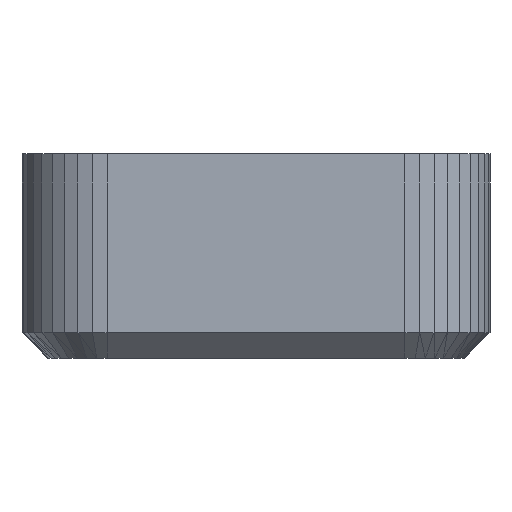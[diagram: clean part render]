
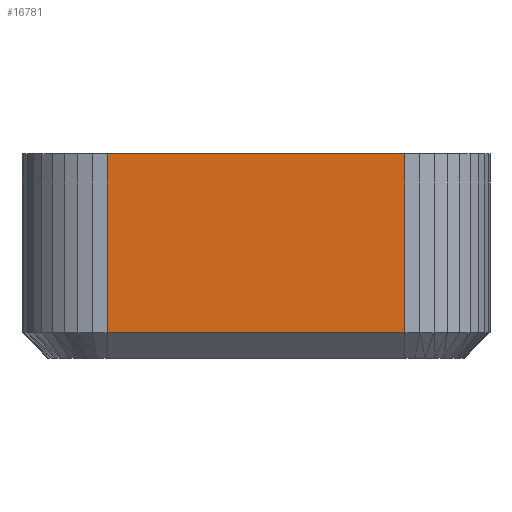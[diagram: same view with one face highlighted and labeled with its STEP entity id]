
A CAD part, front view. The second image highlights one B-rep face of the part: STEP entity #16781.
In plain terms, the highlighted planar face has unit normal (0, -1, 0).
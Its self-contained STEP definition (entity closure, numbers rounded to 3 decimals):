
#4575 = VERTEX_POINT('',#4576);
#4576 = CARTESIAN_POINT('',(1.75,0.,-0.9));
#4598 = EDGE_CURVE('',#4575,#4599,#4601,.T.);
#4599 = VERTEX_POINT('',#4600);
#4600 = CARTESIAN_POINT('',(-1.75,0.,-0.9));
#4601 = LINE('',#4602,#4603);
#4602 = CARTESIAN_POINT('',(1.75,0.,-0.9));
#4603 = VECTOR('',#4604,1.);
#4604 = DIRECTION('',(-1.,0.,0.));
#4689 = EDGE_CURVE('',#4690,#4575,#4692,.T.);
#4690 = VERTEX_POINT('',#4691);
#4691 = CARTESIAN_POINT('',(1.75,0.,1.2));
#4692 = LINE('',#4693,#4694);
#4693 = CARTESIAN_POINT('',(1.75,0.,1.2));
#4694 = VECTOR('',#4695,1.);
#4695 = DIRECTION('',(0.,0.,-1.));
#4835 = VERTEX_POINT('',#4836);
#4836 = CARTESIAN_POINT('',(-1.75,0.,1.2));
#4842 = EDGE_CURVE('',#4835,#4690,#4843,.T.);
#4843 = LINE('',#4844,#4845);
#4844 = CARTESIAN_POINT('',(-1.75,0.,1.2));
#4845 = VECTOR('',#4846,1.);
#4846 = DIRECTION('',(1.,0.,0.));
#6158 = EDGE_CURVE('',#4599,#4835,#6159,.T.);
#6159 = LINE('',#6160,#6161);
#6160 = CARTESIAN_POINT('',(-1.75,0.,-0.9));
#6161 = VECTOR('',#6162,1.);
#6162 = DIRECTION('',(0.,0.,1.));
#16781 = ADVANCED_FACE('',(#16782),#16788,.T.);
#16782 = FACE_BOUND('',#16783,.T.);
#16783 = EDGE_LOOP('',(#16784,#16785,#16786,#16787));
#16784 = ORIENTED_EDGE('',*,*,#6158,.F.);
#16785 = ORIENTED_EDGE('',*,*,#4598,.F.);
#16786 = ORIENTED_EDGE('',*,*,#4689,.F.);
#16787 = ORIENTED_EDGE('',*,*,#4842,.F.);
#16788 = PLANE('',#16789);
#16789 = AXIS2_PLACEMENT_3D('',#16790,#16791,#16792);
#16790 = CARTESIAN_POINT('',(0.,0.,0.15));
#16791 = DIRECTION('',(-0.,-1.,-0.));
#16792 = DIRECTION('',(0.,0.,-1.));
